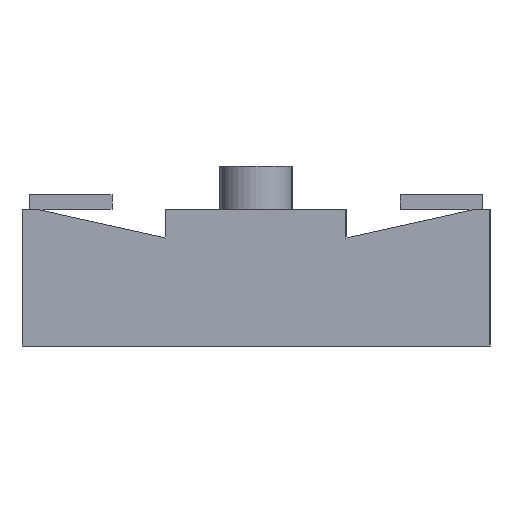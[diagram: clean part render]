
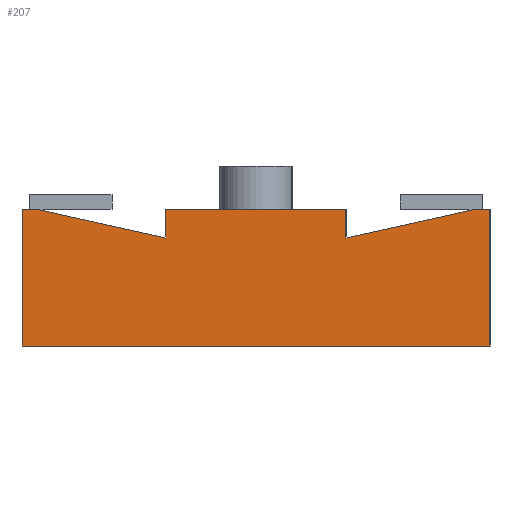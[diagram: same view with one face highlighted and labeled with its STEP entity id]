
A CAD part, left-side view. The second image highlights one B-rep face of the part: STEP entity #207.
In plain terms, the highlighted planar face has unit normal (-1, 0, 0).
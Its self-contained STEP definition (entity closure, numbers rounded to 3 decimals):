
#37 = VERTEX_POINT('',#38);
#38 = CARTESIAN_POINT('',(-12.,3.25,0.));
#46 = EDGE_CURVE('',#37,#47,#49,.T.);
#47 = VERTEX_POINT('',#48);
#48 = CARTESIAN_POINT('',(-12.,3.25,1.9));
#49 = LINE('',#50,#51);
#50 = CARTESIAN_POINT('',(-12.,3.25,0.));
#51 = VECTOR('',#52,1.);
#52 = DIRECTION('',(0.,0.,1.));
#84 = EDGE_CURVE('',#85,#37,#87,.T.);
#85 = VERTEX_POINT('',#86);
#86 = CARTESIAN_POINT('',(-12.,-3.25,0.));
#87 = LINE('',#88,#89);
#88 = CARTESIAN_POINT('',(-12.,-3.25,0.));
#89 = VECTOR('',#90,1.);
#90 = DIRECTION('',(0.,1.,0.));
#188 = VERTEX_POINT('',#189);
#189 = CARTESIAN_POINT('',(-12.,3.05,1.9));
#195 = EDGE_CURVE('',#188,#47,#196,.T.);
#196 = LINE('',#197,#198);
#197 = CARTESIAN_POINT('',(-12.,-3.25,1.9));
#198 = VECTOR('',#199,1.);
#199 = DIRECTION('',(0.,1.,0.));
#207 = ADVANCED_FACE('',(#208),#267,.T.);
#208 = FACE_BOUND('',#209,.T.);
#209 = EDGE_LOOP('',(#210,#211,#219,#227,#235,#243,#251,#259,#265,#266)
  );
#210 = ORIENTED_EDGE('',*,*,#84,.F.);
#211 = ORIENTED_EDGE('',*,*,#212,.T.);
#212 = EDGE_CURVE('',#85,#213,#215,.T.);
#213 = VERTEX_POINT('',#214);
#214 = CARTESIAN_POINT('',(-12.,-3.25,1.9));
#215 = LINE('',#216,#217);
#216 = CARTESIAN_POINT('',(-12.,-3.25,0.));
#217 = VECTOR('',#218,1.);
#218 = DIRECTION('',(0.,0.,1.));
#219 = ORIENTED_EDGE('',*,*,#220,.T.);
#220 = EDGE_CURVE('',#213,#221,#223,.T.);
#221 = VERTEX_POINT('',#222);
#222 = CARTESIAN_POINT('',(-12.,-3.05,1.9));
#223 = LINE('',#224,#225);
#224 = CARTESIAN_POINT('',(-12.,-3.25,1.9));
#225 = VECTOR('',#226,1.);
#226 = DIRECTION('',(0.,1.,0.));
#227 = ORIENTED_EDGE('',*,*,#228,.T.);
#228 = EDGE_CURVE('',#221,#229,#231,.T.);
#229 = VERTEX_POINT('',#230);
#230 = CARTESIAN_POINT('',(-12.,-1.25,1.5));
#231 = LINE('',#232,#233);
#232 = CARTESIAN_POINT('',(-12.,-3.05,1.9));
#233 = VECTOR('',#234,1.);
#234 = DIRECTION('',(0.,0.976,-0.217));
#235 = ORIENTED_EDGE('',*,*,#236,.F.);
#236 = EDGE_CURVE('',#237,#229,#239,.T.);
#237 = VERTEX_POINT('',#238);
#238 = CARTESIAN_POINT('',(-12.,-1.25,1.9));
#239 = LINE('',#240,#241);
#240 = CARTESIAN_POINT('',(-12.,-1.25,2.));
#241 = VECTOR('',#242,1.);
#242 = DIRECTION('',(0.,0.,-1.));
#243 = ORIENTED_EDGE('',*,*,#244,.T.);
#244 = EDGE_CURVE('',#237,#245,#247,.T.);
#245 = VERTEX_POINT('',#246);
#246 = CARTESIAN_POINT('',(-12.,1.25,1.9));
#247 = LINE('',#248,#249);
#248 = CARTESIAN_POINT('',(-12.,-3.25,1.9));
#249 = VECTOR('',#250,1.);
#250 = DIRECTION('',(0.,1.,0.));
#251 = ORIENTED_EDGE('',*,*,#252,.T.);
#252 = EDGE_CURVE('',#245,#253,#255,.T.);
#253 = VERTEX_POINT('',#254);
#254 = CARTESIAN_POINT('',(-12.,1.25,1.5));
#255 = LINE('',#256,#257);
#256 = CARTESIAN_POINT('',(-12.,1.25,2.));
#257 = VECTOR('',#258,1.);
#258 = DIRECTION('',(0.,0.,-1.));
#259 = ORIENTED_EDGE('',*,*,#260,.F.);
#260 = EDGE_CURVE('',#188,#253,#261,.T.);
#261 = LINE('',#262,#263);
#262 = CARTESIAN_POINT('',(-12.,3.05,1.9));
#263 = VECTOR('',#264,1.);
#264 = DIRECTION('',(0.,-0.976,-0.217));
#265 = ORIENTED_EDGE('',*,*,#195,.T.);
#266 = ORIENTED_EDGE('',*,*,#46,.F.);
#267 = PLANE('',#268);
#268 = AXIS2_PLACEMENT_3D('',#269,#270,#271);
#269 = CARTESIAN_POINT('',(-12.,-3.25,0.));
#270 = DIRECTION('',(-1.,0.,0.));
#271 = DIRECTION('',(0.,1.,0.));
